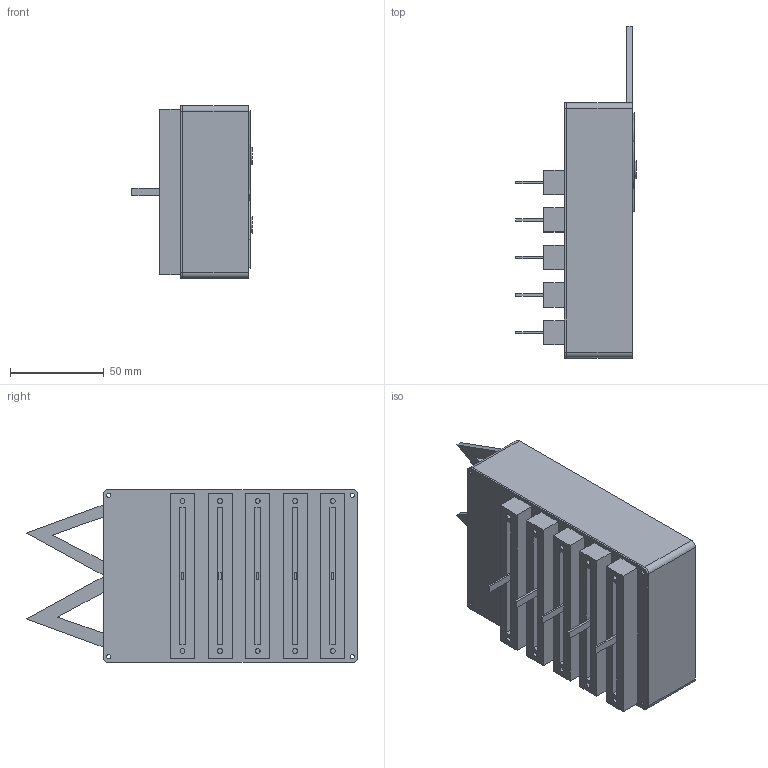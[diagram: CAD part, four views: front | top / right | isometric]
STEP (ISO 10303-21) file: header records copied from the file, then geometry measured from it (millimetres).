
FILE_DESCRIPTION(/* description */ (''),/* implementation_level */ '2;1');
FILE_NAME(/* name */ 'CAT SYNTHV2 v3.step',/* time_stamp */ '2022-01-13T15:09:51+06:00',/* author */ (''),/* organization */ (''),/* preprocessor_version */ 'ST-DEVELOPER v18.1',/* originating_system */ 'Autodesk Translation Framework v10.10.0.1391',/* authorisation */ '');
FILE_SCHEMA (('AUTOMOTIVE_DESIGN { 1 0 10303 214 3 1 1 }'));
Length unit declared in the file: millimetre
Products named in the file (13): CAT SYNTHV2; Speaker; BODY; ACTUAL BODY; LID PCB; Component6; Mesh; SLIDEPOT v2; SLIDEPOT v2_1; SLIDEPOT v2_2; SLIDEPOT v2_3; SLIDEPOT v2_4; Component9
Assembly tree (16 placements, depth 3):
  CAT SYNTHV2
    Speaker
    BODY
      ACTUAL BODY
    LID PCB
    Component6
    Mesh
    SLIDEPOT v2
      Component9
    SLIDEPOT v2_1
      Component9
    SLIDEPOT v2_2
      Component9
    SLIDEPOT v2_3
      Component9
    SLIDEPOT v2_4
      Component9
Bounding box: 64.06 x 176.73 x 92 mm (x, y, z)
Volume: 166372 mm3; surface area: 140073.3 mm2
Topology: 46 solids, 46 shells, 520 faces, 1238 edges, 825 vertices
Faces by surface type: plane 423, cylinder 91, bspline 4, torus 2
Full cylindrical faces by diameter (mm): 2.2 x8, 2.6 x10, 4.5 x12, 8.681 x1, 9.214 x1, 13 x1, 40 x1, 70 x1, 76 x2
Entity records: 15341 total; most frequent: CARTESIAN_POINT 2976, DIRECTION 2411, ORIENTED_EDGE 2380, EDGE_CURVE 1190, LINE 995, VECTOR 995, VERTEX_POINT 793, AXIS2_PLACEMENT_3D 708
